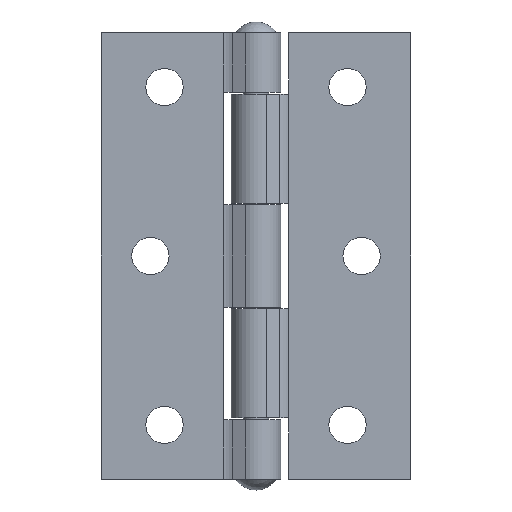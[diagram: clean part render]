
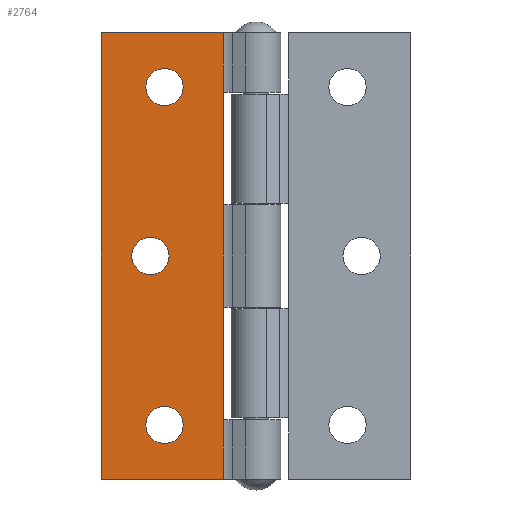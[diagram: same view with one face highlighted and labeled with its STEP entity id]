
A CAD part, front view. The second image highlights one B-rep face of the part: STEP entity #2764.
In plain terms, the highlighted planar face has unit normal (0, -1, 0).
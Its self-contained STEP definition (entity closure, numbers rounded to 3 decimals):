
#70 = ORIENTED_EDGE ( 'NONE', *, *, #2219, .T. ) ;
#75 = DIRECTION ( 'NONE',  ( 0., -1., 0. ) ) ;
#110 = EDGE_CURVE ( 'NONE', #2218, #571, #1490, .T. ) ;
#123 = CIRCLE ( 'NONE', #2060, 2.65 ) ;
#198 = CARTESIAN_POINT ( 'NONE',  ( -13., -2., -24. ) ) ;
#199 = VERTEX_POINT ( 'NONE', #527 ) ;
#201 = VERTEX_POINT ( 'NONE', #795 ) ;
#279 = EDGE_CURVE ( 'NONE', #567, #3333, #3353, .T. ) ;
#282 = EDGE_LOOP ( 'NONE', ( #856, #1379 ) ) ;
#315 = DIRECTION ( 'NONE',  ( 1., 0., 0. ) ) ;
#334 = VERTEX_POINT ( 'NONE', #2397 ) ;
#342 = LINE ( 'NONE', #2010, #386 ) ;
#363 = ORIENTED_EDGE ( 'NONE', *, *, #3130, .F. ) ;
#386 = VECTOR ( 'NONE', #1456, 1000. ) ;
#404 = FACE_BOUND ( 'NONE', #2093, .T. ) ;
#449 = CARTESIAN_POINT ( 'NONE',  ( -4.663, -2., 31.75 ) ) ;
#474 = DIRECTION ( 'NONE',  ( 1., 0., 0. ) ) ;
#519 = LINE ( 'NONE', #2909, #1467 ) ;
#527 = CARTESIAN_POINT ( 'NONE',  ( -22., -2., -31.75 ) ) ;
#550 = DIRECTION ( 'NONE',  ( 1., 0., 0. ) ) ;
#566 = CARTESIAN_POINT ( 'NONE',  ( -4.663, -2., 31.75 ) ) ;
#567 = VERTEX_POINT ( 'NONE', #1504 ) ;
#571 = VERTEX_POINT ( 'NONE', #2802 ) ;
#574 = DIRECTION ( 'NONE',  ( 0., -1., 0. ) ) ;
#589 = CARTESIAN_POINT ( 'NONE',  ( -4.663, -2., 31.75 ) ) ;
#590 = EDGE_CURVE ( 'NONE', #201, #3054, #624, .T. ) ;
#602 = DIRECTION ( 'NONE',  ( 1., 0., 0. ) ) ;
#624 = CIRCLE ( 'NONE', #1512, 2.65 ) ;
#633 = CARTESIAN_POINT ( 'NONE',  ( -15., -2., 0. ) ) ;
#639 = FACE_BOUND ( 'NONE', #3365, .T. ) ;
#715 = ORIENTED_EDGE ( 'NONE', *, *, #1201, .F. ) ;
#722 = VECTOR ( 'NONE', #3276, 1000. ) ;
#753 = ORIENTED_EDGE ( 'NONE', *, *, #2434, .T. ) ;
#795 = CARTESIAN_POINT ( 'NONE',  ( -13., -2., -21.35 ) ) ;
#812 = CARTESIAN_POINT ( 'NONE',  ( -4.663, -2., 23.25 ) ) ;
#844 = DIRECTION ( 'NONE',  ( 1., 0., 0. ) ) ;
#856 = ORIENTED_EDGE ( 'NONE', *, *, #913, .F. ) ;
#910 = AXIS2_PLACEMENT_3D ( 'NONE', #1653, #75, #602 ) ;
#913 = EDGE_CURVE ( 'NONE', #2118, #334, #123, .T. ) ;
#974 = ORIENTED_EDGE ( 'NONE', *, *, #110, .F. ) ;
#990 = CARTESIAN_POINT ( 'NONE',  ( -4.663, -2., 7.25 ) ) ;
#1011 = FACE_BOUND ( 'NONE', #282, .T. ) ;
#1054 = CARTESIAN_POINT ( 'NONE',  ( -4.663, -2., 31.75 ) ) ;
#1091 = DIRECTION ( 'NONE',  ( 0., 0., -1. ) ) ;
#1111 = EDGE_CURVE ( 'NONE', #1323, #2669, #2269, .T. ) ;
#1138 = CARTESIAN_POINT ( 'NONE',  ( -4.663, -2., -31.75 ) ) ;
#1201 = EDGE_CURVE ( 'NONE', #571, #2218, #3026, .T. ) ;
#1242 = EDGE_LOOP ( 'NONE', ( #2361, #3049, #3325, #2743, #363, #1946, #70, #753 ) ) ;
#1262 = VERTEX_POINT ( 'NONE', #812 ) ;
#1264 = DIRECTION ( 'NONE',  ( 0., -1., 0. ) ) ;
#1289 = CARTESIAN_POINT ( 'NONE',  ( -13., -2., 24. ) ) ;
#1304 = CARTESIAN_POINT ( 'NONE',  ( -4.663, -2., -7.25 ) ) ;
#1320 = DIRECTION ( 'NONE',  ( 0., -1., 0. ) ) ;
#1323 = VERTEX_POINT ( 'NONE', #990 ) ;
#1342 = PLANE ( 'NONE',  #1580 ) ;
#1352 = CARTESIAN_POINT ( 'NONE',  ( -13., -2., 24. ) ) ;
#1374 = DIRECTION ( 'NONE',  ( 0., 0., -1. ) ) ;
#1375 = CIRCLE ( 'NONE', #910, 2.65 ) ;
#1379 = ORIENTED_EDGE ( 'NONE', *, *, #1400, .F. ) ;
#1400 = EDGE_CURVE ( 'NONE', #334, #2118, #2735, .T. ) ;
#1421 = LINE ( 'NONE', #2292, #722 ) ;
#1456 = DIRECTION ( 'NONE',  ( 0., 0., -1. ) ) ;
#1467 = VECTOR ( 'NONE', #3189, 1000. ) ;
#1490 = CIRCLE ( 'NONE', #1579, 2.65 ) ;
#1504 = CARTESIAN_POINT ( 'NONE',  ( -4.663, -2., -23.25 ) ) ;
#1512 = AXIS2_PLACEMENT_3D ( 'NONE', #198, #1264, #474 ) ;
#1579 = AXIS2_PLACEMENT_3D ( 'NONE', #1289, #1852, #2122 ) ;
#1580 = AXIS2_PLACEMENT_3D ( 'NONE', #566, #574, #844 ) ;
#1609 = CARTESIAN_POINT ( 'NONE',  ( -15., -2., 2.65 ) ) ;
#1653 = CARTESIAN_POINT ( 'NONE',  ( -13., -2., -24. ) ) ;
#1655 = VECTOR ( 'NONE', #1374, 1000. ) ;
#1704 = DIRECTION ( 'NONE',  ( 0., -1., 0. ) ) ;
#1706 = LINE ( 'NONE', #1054, #2483 ) ;
#1799 = AXIS2_PLACEMENT_3D ( 'NONE', #3164, #1320, #315 ) ;
#1852 = DIRECTION ( 'NONE',  ( 0., -1., 0. ) ) ;
#1906 = CARTESIAN_POINT ( 'NONE',  ( -22., -2., 31.75 ) ) ;
#1909 = EDGE_CURVE ( 'NONE', #2107, #1262, #342, .T. ) ;
#1946 = ORIENTED_EDGE ( 'NONE', *, *, #1909, .F. ) ;
#2010 = CARTESIAN_POINT ( 'NONE',  ( -4.663, -2., 31.75 ) ) ;
#2015 = DIRECTION ( 'NONE',  ( 0., 0., -1. ) ) ;
#2035 = VECTOR ( 'NONE', #2961, 1000. ) ;
#2060 = AXIS2_PLACEMENT_3D ( 'NONE', #633, #1704, #2493 ) ;
#2077 = ORIENTED_EDGE ( 'NONE', *, *, #3148, .F. ) ;
#2093 = EDGE_LOOP ( 'NONE', ( #974, #715 ) ) ;
#2107 = VERTEX_POINT ( 'NONE', #2871 ) ;
#2118 = VERTEX_POINT ( 'NONE', #1609 ) ;
#2122 = DIRECTION ( 'NONE',  ( 1., 0., 0. ) ) ;
#2126 = DIRECTION ( 'NONE',  ( 0., -1., 0. ) ) ;
#2179 = VERTEX_POINT ( 'NONE', #1906 ) ;
#2218 = VERTEX_POINT ( 'NONE', #2895 ) ;
#2219 = EDGE_CURVE ( 'NONE', #2107, #2179, #519, .T. ) ;
#2269 = LINE ( 'NONE', #449, #3313 ) ;
#2292 = CARTESIAN_POINT ( 'NONE',  ( -22., -2., 31.75 ) ) ;
#2361 = ORIENTED_EDGE ( 'NONE', *, *, #2850, .F. ) ;
#2397 = CARTESIAN_POINT ( 'NONE',  ( -15., -2., -2.65 ) ) ;
#2411 = CARTESIAN_POINT ( 'NONE',  ( -13., -2., -26.65 ) ) ;
#2434 = EDGE_CURVE ( 'NONE', #2179, #199, #1421, .T. ) ;
#2483 = VECTOR ( 'NONE', #1091, 1000. ) ;
#2493 = DIRECTION ( 'NONE',  ( 1., 0., 0. ) ) ;
#2638 = FACE_OUTER_BOUND ( 'NONE', #1242, .T. ) ;
#2669 = VERTEX_POINT ( 'NONE', #1304 ) ;
#2735 = CIRCLE ( 'NONE', #1799, 2.65 ) ;
#2743 = ORIENTED_EDGE ( 'NONE', *, *, #1111, .F. ) ;
#2764 = ADVANCED_FACE ( 'NONE', ( #404, #639, #1011, #2638 ), #1342, .T. ) ;
#2797 = VECTOR ( 'NONE', #2948, 1000. ) ;
#2802 = CARTESIAN_POINT ( 'NONE',  ( -13., -2., 21.35 ) ) ;
#2850 = EDGE_CURVE ( 'NONE', #3333, #199, #3041, .T. ) ;
#2871 = CARTESIAN_POINT ( 'NONE',  ( -4.663, -2., 31.75 ) ) ;
#2895 = CARTESIAN_POINT ( 'NONE',  ( -13., -2., 26.65 ) ) ;
#2909 = CARTESIAN_POINT ( 'NONE',  ( -4.663, -2., 31.75 ) ) ;
#2938 = CARTESIAN_POINT ( 'NONE',  ( -4.663, -2., -31.75 ) ) ;
#2948 = DIRECTION ( 'NONE',  ( 0., 0., -1. ) ) ;
#2961 = DIRECTION ( 'NONE',  ( -1., 0., 0. ) ) ;
#3026 = CIRCLE ( 'NONE', #3295, 2.65 ) ;
#3041 = LINE ( 'NONE', #2938, #2035 ) ;
#3049 = ORIENTED_EDGE ( 'NONE', *, *, #279, .F. ) ;
#3054 = VERTEX_POINT ( 'NONE', #2411 ) ;
#3057 = EDGE_CURVE ( 'NONE', #2669, #567, #1706, .T. ) ;
#3085 = LINE ( 'NONE', #589, #2797 ) ;
#3130 = EDGE_CURVE ( 'NONE', #1262, #1323, #3085, .T. ) ;
#3148 = EDGE_CURVE ( 'NONE', #3054, #201, #1375, .T. ) ;
#3164 = CARTESIAN_POINT ( 'NONE',  ( -15., -2., 0. ) ) ;
#3189 = DIRECTION ( 'NONE',  ( -1., 0., 0. ) ) ;
#3204 = CARTESIAN_POINT ( 'NONE',  ( -4.663, -2., 31.75 ) ) ;
#3276 = DIRECTION ( 'NONE',  ( 0., 0., -1. ) ) ;
#3295 = AXIS2_PLACEMENT_3D ( 'NONE', #1352, #2126, #550 ) ;
#3313 = VECTOR ( 'NONE', #2015, 1000. ) ;
#3325 = ORIENTED_EDGE ( 'NONE', *, *, #3057, .F. ) ;
#3332 = ORIENTED_EDGE ( 'NONE', *, *, #590, .F. ) ;
#3333 = VERTEX_POINT ( 'NONE', #1138 ) ;
#3353 = LINE ( 'NONE', #3204, #1655 ) ;
#3365 = EDGE_LOOP ( 'NONE', ( #3332, #2077 ) ) ;
